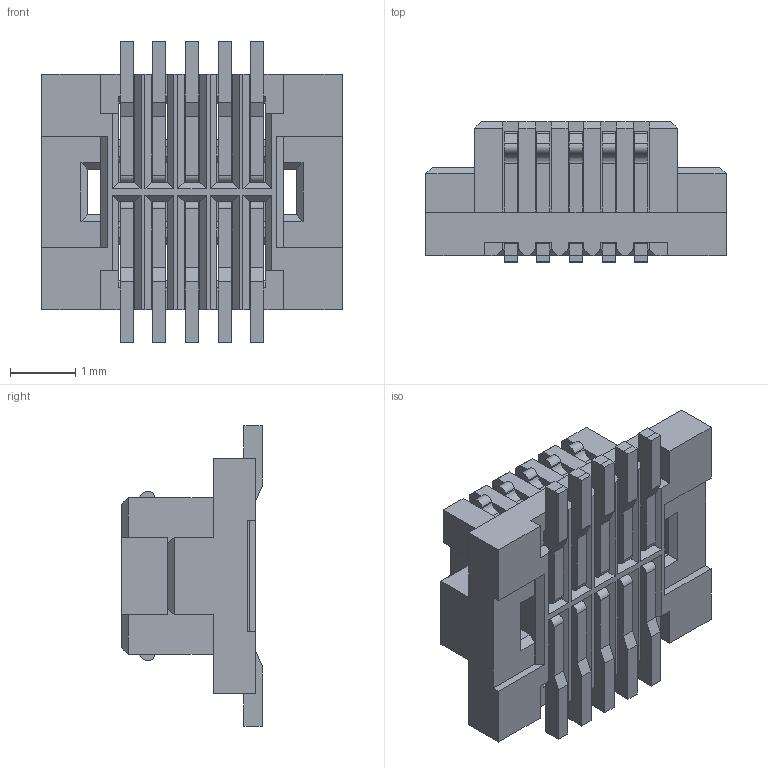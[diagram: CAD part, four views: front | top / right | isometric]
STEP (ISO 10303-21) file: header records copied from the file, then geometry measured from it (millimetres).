
FILE_DESCRIPTION((''),'2;1');
FILE_NAME('30H-10PIN-M-H_ASM','2015-10-23T',('HuangEr'),('FCI'),'PRO/ENGINEER BY PARAMETRIC TECHNOLOGY CORPORATION, 2013150','PRO/ENGINEER BY PARAMETRIC TECHNOLOGY CORPORATION, 2013150','');
FILE_SCHEMA(('AUTOMOTIVE_DESIGN { 1 0 10303 214 1 1 1 1 }'));
Length unit declared in the file: millimetre
Products named in the file (3): 30H-10PIN-M-H; 30H-M-TERMINAL; 30H-10PIN-M-H_ASM
Assembly tree (6 placements, depth 2):
  30H-10PIN-M-H_ASM
    30H-10PIN-M-H
    30H-M-TERMINAL  x5
Bounding box: 4.6 x 2.15 x 4.6 mm (x, y, z)
Volume: 19.6 mm3; surface area: 150.6 mm2
Topology: 11 solids, 11 shells, 628 faces, 1852 edges, 1224 vertices
Faces by surface type: plane 498, cylinder 130
Entity records: 11738 total; most frequent: CARTESIAN_POINT 1932, ORIENTED_EDGE 1928, DIRECTION 1666, EDGE_CURVE 964, VECTOR 912, LINE 912, VERTEX_POINT 632, AXIS2_PLACEMENT_3D 377
